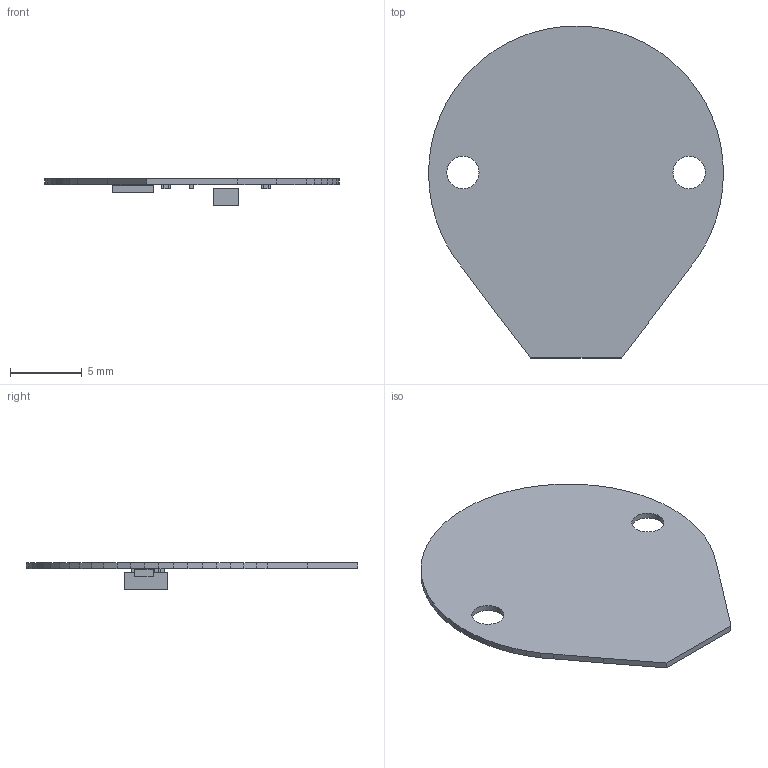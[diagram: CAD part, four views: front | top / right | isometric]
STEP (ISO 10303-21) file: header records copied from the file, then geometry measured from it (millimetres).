
FILE_DESCRIPTION(('Open CASCADE Model'),'2;1');
FILE_NAME('Open CASCADE Shape Model','2024-11-09T15:09:26',('Author'),( 'Open CASCADE'),'Open CASCADE STEP processor 6.5','Open CASCADE 6.5' ,'Unknown');
FILE_SCHEMA(('AUTOMOTIVE_DESIGN { 1 0 10303 214 1 1 1 1 }'));
Length unit declared in the file: millimetre
Products named in the file (12): PCB; Board; U3; 141214736; Extruded; Q1; 141211664; C11; User_Library-Chip_Cap_MLCC_0201_(0603); C10; C8
Assembly tree (13 placements, depth 4):
  PCB
    Board
    U3
      141214736
        Extruded
    Q1
      141211664
        Extruded
    C11
      User_Library-Chip_Cap_MLCC_0201_(0603)
    C10
      User_Library-Chip_Cap_MLCC_0201_(0603)
    C8
      User_Library-Chip_Cap_MLCC_0201_(0603)
Bounding box: 20.52 x 23.11 x 1.86 mm (x, y, z)
Volume: 153.2 mm3; surface area: 774.3 mm2
Topology: 6 solids, 6 shells, 201 faces, 501 edges, 294 vertices
Faces by surface type: plane 115, cylinder 62, bspline 24
Full cylindrical faces by diameter (mm): 2.25 x2
Entity records: 8485 total; most frequent: CARTESIAN_POINT 2311, DIRECTION 1021, LINE 687, VECTOR 687, ORIENTED_EDGE 570, PCURVE 570, DEFINITIONAL_REPRESENTATION 570, EDGE_CURVE 285
